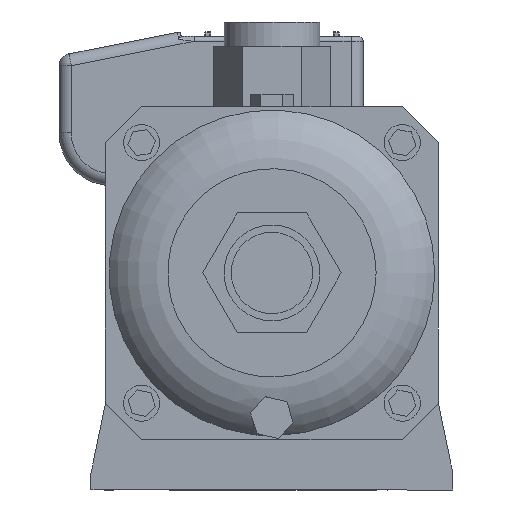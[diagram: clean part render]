
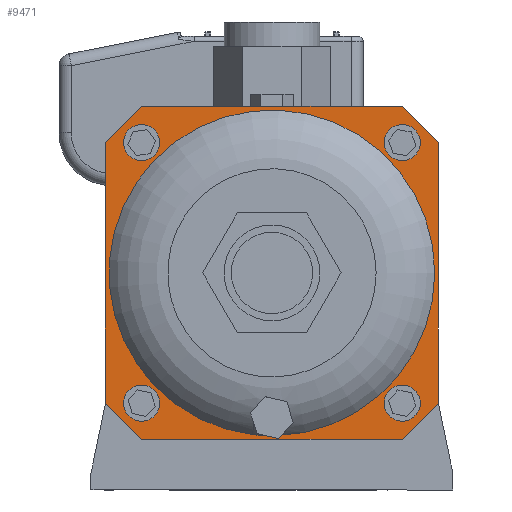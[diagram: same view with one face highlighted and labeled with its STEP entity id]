
A CAD part, left-side view. The second image highlights one B-rep face of the part: STEP entity #9471.
In plain terms, the highlighted planar face has unit normal (-1, 0, 0).
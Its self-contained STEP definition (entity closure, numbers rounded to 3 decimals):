
#196=FACE_BOUND($,#1500,.T.);
#197=FACE_BOUND($,#1501,.T.);
#198=FACE_BOUND($,#1502,.T.);
#199=FACE_BOUND($,#1503,.T.);
#200=FACE_BOUND($,#1504,.T.);
#467=PLANE($,#10282);
#918=FACE_OUTER_BOUND($,#1499,.T.);
#1499=EDGE_LOOP($,(#8083,#8084,#8085,#8086,#8087,#8088,#8089,#8090));
#1500=EDGE_LOOP($,(#8091,#8092));
#1501=EDGE_LOOP($,(#8093));
#1502=EDGE_LOOP($,(#8094));
#1503=EDGE_LOOP($,(#8095));
#1504=EDGE_LOOP($,(#8096));
#1999=CIRCLE($,#10281,7.85);
#2000=CIRCLE($,#10283,67.5);
#2001=CIRCLE($,#10284,7.5);
#2002=CIRCLE($,#10285,7.5);
#2003=CIRCLE($,#10286,7.5);
#2004=CIRCLE($,#10287,7.5);
#2750=LINE($,#15832,#3654);
#2751=LINE($,#15834,#3655);
#2752=LINE($,#15836,#3656);
#2753=LINE($,#15838,#3657);
#2754=LINE($,#15840,#3658);
#2755=LINE($,#15842,#3659);
#2756=LINE($,#15844,#3660);
#2757=LINE($,#15845,#3661);
#3654=VECTOR($,#12416,21.213);
#3655=VECTOR($,#12417,108.);
#3656=VECTOR($,#12418,21.213);
#3657=VECTOR($,#12419,108.);
#3658=VECTOR($,#12420,21.213);
#3659=VECTOR($,#12421,108.);
#3660=VECTOR($,#12422,21.213);
#3661=VECTOR($,#12423,108.);
#4566=VERTEX_POINT($,#15790);
#4567=VERTEX_POINT($,#15791);
#4568=VERTEX_POINT($,#15830);
#4569=VERTEX_POINT($,#15831);
#4570=VERTEX_POINT($,#15833);
#4571=VERTEX_POINT($,#15835);
#4572=VERTEX_POINT($,#15837);
#4573=VERTEX_POINT($,#15839);
#4574=VERTEX_POINT($,#15841);
#4575=VERTEX_POINT($,#15843);
#4576=VERTEX_POINT($,#15847);
#4577=VERTEX_POINT($,#15849);
#4578=VERTEX_POINT($,#15851);
#4579=VERTEX_POINT($,#15853);
#5773=EDGE_CURVE($,#4567,#4566,#1999,.T.);
#5774=EDGE_CURVE($,#4568,#4569,#2750,.T.);
#5775=EDGE_CURVE($,#4568,#4570,#2751,.T.);
#5776=EDGE_CURVE($,#4571,#4570,#2752,.T.);
#5777=EDGE_CURVE($,#4571,#4572,#2753,.T.);
#5778=EDGE_CURVE($,#4573,#4572,#2754,.T.);
#5779=EDGE_CURVE($,#4573,#4574,#2755,.T.);
#5780=EDGE_CURVE($,#4575,#4574,#2756,.T.);
#5781=EDGE_CURVE($,#4575,#4569,#2757,.T.);
#5782=EDGE_CURVE($,#4567,#4566,#2000,.T.);
#5783=EDGE_CURVE($,#4576,#4576,#2001,.T.);
#5784=EDGE_CURVE($,#4577,#4577,#2002,.T.);
#5785=EDGE_CURVE($,#4578,#4578,#2003,.T.);
#5786=EDGE_CURVE($,#4579,#4579,#2004,.T.);
#8083=ORIENTED_EDGE($,*,*,#5774,.F.);
#8084=ORIENTED_EDGE($,*,*,#5775,.T.);
#8085=ORIENTED_EDGE($,*,*,#5776,.F.);
#8086=ORIENTED_EDGE($,*,*,#5777,.T.);
#8087=ORIENTED_EDGE($,*,*,#5778,.F.);
#8088=ORIENTED_EDGE($,*,*,#5779,.T.);
#8089=ORIENTED_EDGE($,*,*,#5780,.F.);
#8090=ORIENTED_EDGE($,*,*,#5781,.T.);
#8091=ORIENTED_EDGE($,*,*,#5773,.T.);
#8092=ORIENTED_EDGE($,*,*,#5782,.F.);
#8093=ORIENTED_EDGE($,*,*,#5783,.T.);
#8094=ORIENTED_EDGE($,*,*,#5784,.T.);
#8095=ORIENTED_EDGE($,*,*,#5785,.T.);
#8096=ORIENTED_EDGE($,*,*,#5786,.T.);
#9471=ADVANCED_FACE($,(#918,#196,#197,#198,#199,#200),#467,.T.);
#10281=AXIS2_PLACEMENT_3D($,#15828,#12412,#12413);
#10282=AXIS2_PLACEMENT_3D($,#15829,#12414,#12415);
#10283=AXIS2_PLACEMENT_3D($,#15846,#12424,#12425);
#10284=AXIS2_PLACEMENT_3D($,#15848,#12426,#12427);
#10285=AXIS2_PLACEMENT_3D($,#15850,#12428,#12429);
#10286=AXIS2_PLACEMENT_3D($,#15852,#12430,#12431);
#10287=AXIS2_PLACEMENT_3D($,#15854,#12432,#12433);
#12412=DIRECTION('center_axis',(1.,0.,0.));
#12413=DIRECTION('ref_axis',(0.,1.,0.));
#12414=DIRECTION('center_axis',(-1.,0.,0.));
#12415=DIRECTION('ref_axis',(0.,-1.,0.));
#12416=DIRECTION($,(0.,0.707,0.707));
#12417=DIRECTION($,(0.,-1.,0.));
#12418=DIRECTION($,(0.,0.707,-0.707));
#12419=DIRECTION($,(0.,0.,1.));
#12420=DIRECTION($,(0.,-0.707,-0.707));
#12421=DIRECTION($,(0.,1.,0.));
#12422=DIRECTION($,(0.,-0.707,0.707));
#12423=DIRECTION($,(0.,0.,-1.));
#12424=DIRECTION('center_axis',(-1.,0.,0.));
#12425=DIRECTION('ref_axis',(0.,-1.,0.));
#12426=DIRECTION('center_axis',(1.,0.,0.));
#12427=DIRECTION('ref_axis',(0.,1.,0.));
#12428=DIRECTION('center_axis',(1.,0.,0.));
#12429=DIRECTION('ref_axis',(0.,1.,0.));
#12430=DIRECTION('center_axis',(1.,0.,0.));
#12431=DIRECTION('ref_axis',(0.,1.,0.));
#12432=DIRECTION('center_axis',(1.,0.,0.));
#12433=DIRECTION('ref_axis',(0.,1.,0.));
#15790=CARTESIAN_POINT('',(-97.909,2.458,22.545));
#15791=CARTESIAN_POINT('',(-97.909,-2.458,22.545));
#15828=CARTESIAN_POINT('Origin',(-97.909,0.,30.));
#15829=CARTESIAN_POINT('Origin',(-97.909,0.,90.));
#15830=CARTESIAN_POINT('',(-97.909,54.,21.));
#15831=CARTESIAN_POINT('',(-97.909,69.,36.));
#15832=CARTESIAN_POINT($,(-97.909,61.5,28.5));
#15833=CARTESIAN_POINT('',(-97.909,-54.,21.));
#15834=CARTESIAN_POINT($,(-97.909,69.,21.));
#15835=CARTESIAN_POINT('',(-97.909,-69.,36.));
#15836=CARTESIAN_POINT($,(-97.909,-61.5,28.5));
#15837=CARTESIAN_POINT('',(-97.909,-69.,144.));
#15838=CARTESIAN_POINT($,(-97.909,-69.,21.));
#15839=CARTESIAN_POINT('',(-97.909,-54.,159.));
#15840=CARTESIAN_POINT($,(-97.909,-61.5,151.5));
#15841=CARTESIAN_POINT('',(-97.909,54.,159.));
#15842=CARTESIAN_POINT($,(-97.909,-69.,159.));
#15843=CARTESIAN_POINT('',(-97.909,69.,144.));
#15844=CARTESIAN_POINT($,(-97.909,61.5,151.5));
#15845=CARTESIAN_POINT($,(-97.909,69.,159.));
#15846=CARTESIAN_POINT('Origin',(-97.909,0.,90.));
#15847=CARTESIAN_POINT('',(-97.909,46.5,144.));
#15848=CARTESIAN_POINT('Origin',(-97.909,54.,144.));
#15849=CARTESIAN_POINT('',(-97.909,-61.5,144.));
#15850=CARTESIAN_POINT('Origin',(-97.909,-54.,144.));
#15851=CARTESIAN_POINT('',(-97.909,46.5,36.));
#15852=CARTESIAN_POINT('Origin',(-97.909,54.,36.));
#15853=CARTESIAN_POINT('',(-97.909,-61.5,36.));
#15854=CARTESIAN_POINT('Origin',(-97.909,-54.,36.));
